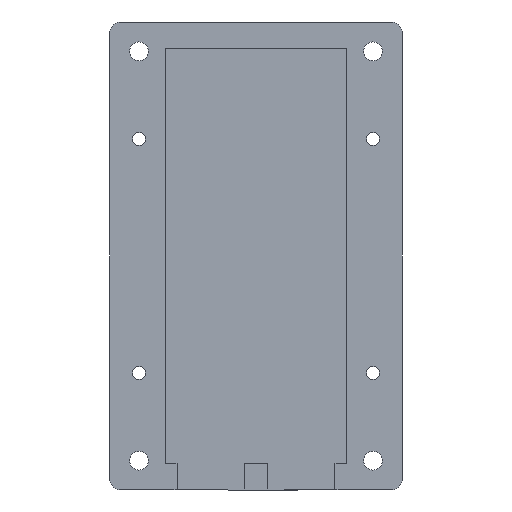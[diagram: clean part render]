
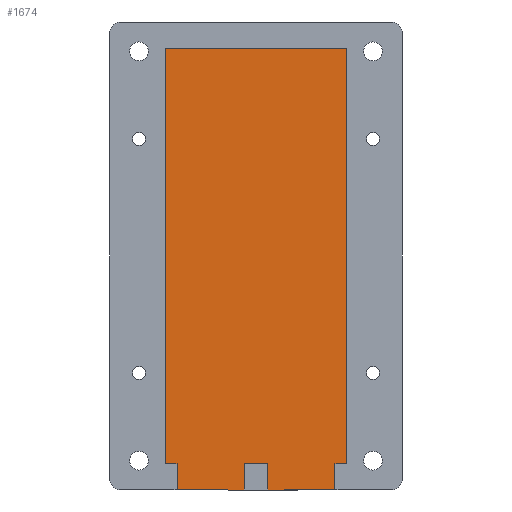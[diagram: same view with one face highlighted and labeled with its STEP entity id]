
A CAD part, front view. The second image highlights one B-rep face of the part: STEP entity #1674.
In plain terms, the highlighted planar face has unit normal (0, -1, 0).
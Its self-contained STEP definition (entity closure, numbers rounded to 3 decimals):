
#94 = VERTEX_POINT ( 'NONE', #1248 ) ;
#105 = LINE ( 'NONE', #1614, #523 ) ;
#167 = VERTEX_POINT ( 'NONE', #286 ) ;
#169 = EDGE_CURVE ( 'NONE', #1527, #1257, #1168, .T. ) ;
#184 = VECTOR ( 'NONE', #1585, 1000. ) ;
#185 = AXIS2_PLACEMENT_3D ( 'NONE', #233, #1429, #1022 ) ;
#233 = CARTESIAN_POINT ( 'NONE',  ( 0., 1., 0. ) ) ;
#239 = ORIENTED_EDGE ( 'NONE', *, *, #1872, .T. ) ;
#241 = VERTEX_POINT ( 'NONE', #1921 ) ;
#267 = VERTEX_POINT ( 'NONE', #1897 ) ;
#273 = CARTESIAN_POINT ( 'NONE',  ( 11.5, 1., -80. ) ) ;
#286 = CARTESIAN_POINT ( 'NONE',  ( 38.5, 1., -75.5 ) ) ;
#309 = CARTESIAN_POINT ( 'NONE',  ( 38.5, 1., -80. ) ) ;
#310 = CARTESIAN_POINT ( 'NONE',  ( 23., 1., -80. ) ) ;
#315 = CARTESIAN_POINT ( 'NONE',  ( 27., 1., -75.5 ) ) ;
#321 = VECTOR ( 'NONE', #1747, 1000. ) ;
#331 = DIRECTION ( 'NONE',  ( 0., 0., -1. ) ) ;
#342 = CARTESIAN_POINT ( 'NONE',  ( 23., 1., -75.5 ) ) ;
#353 = DIRECTION ( 'NONE',  ( 0., 0., -1. ) ) ;
#388 = ORIENTED_EDGE ( 'NONE', *, *, #711, .T. ) ;
#393 = FACE_OUTER_BOUND ( 'NONE', #924, .T. ) ;
#409 = VECTOR ( 'NONE', #1202, 1000. ) ;
#444 = CARTESIAN_POINT ( 'NONE',  ( 11.5, 1., -80. ) ) ;
#446 = VERTEX_POINT ( 'NONE', #315 ) ;
#458 = EDGE_CURVE ( 'NONE', #1257, #267, #1809, .T. ) ;
#472 = LINE ( 'NONE', #751, #497 ) ;
#497 = VECTOR ( 'NONE', #888, 1000. ) ;
#507 = CARTESIAN_POINT ( 'NONE',  ( 38.5, 1., -75.5 ) ) ;
#523 = VECTOR ( 'NONE', #991, 1000. ) ;
#525 = ORIENTED_EDGE ( 'NONE', *, *, #458, .T. ) ;
#526 = ORIENTED_EDGE ( 'NONE', *, *, #1306, .T. ) ;
#540 = CARTESIAN_POINT ( 'NONE',  ( 11.5, 1., -80. ) ) ;
#556 = LINE ( 'NONE', #310, #1162 ) ;
#600 = LINE ( 'NONE', #1039, #409 ) ;
#634 = LINE ( 'NONE', #919, #647 ) ;
#647 = VECTOR ( 'NONE', #353, 1000. ) ;
#663 = ORIENTED_EDGE ( 'NONE', *, *, #1030, .T. ) ;
#700 = DIRECTION ( 'NONE',  ( 0., 0., -1. ) ) ;
#711 = EDGE_CURVE ( 'NONE', #241, #167, #1497, .T. ) ;
#751 = CARTESIAN_POINT ( 'NONE',  ( 9.5, 1., -4.5 ) ) ;
#814 = CARTESIAN_POINT ( 'NONE',  ( 9.5, 1., -75.5 ) ) ;
#836 = VERTEX_POINT ( 'NONE', #1468 ) ;
#843 = VERTEX_POINT ( 'NONE', #1618 ) ;
#870 = EDGE_CURVE ( 'NONE', #267, #836, #556, .T. ) ;
#888 = DIRECTION ( 'NONE',  ( -1., 0., 0. ) ) ;
#893 = DIRECTION ( 'NONE',  ( 0., 0., 1. ) ) ;
#919 = CARTESIAN_POINT ( 'NONE',  ( 27., 1., -80. ) ) ;
#920 = CARTESIAN_POINT ( 'NONE',  ( 11.5, 1., -75.5 ) ) ;
#924 = EDGE_LOOP ( 'NONE', ( #1600, #1835, #1572, #525, #1905, #663, #1692, #1718, #388, #526, #941, #239 ) ) ;
#929 = DIRECTION ( 'NONE',  ( 1., 0., 0. ) ) ;
#941 = ORIENTED_EDGE ( 'NONE', *, *, #1214, .T. ) ;
#991 = DIRECTION ( 'NONE',  ( 0., 0., 1. ) ) ;
#998 = VECTOR ( 'NONE', #331, 1000. ) ;
#1022 = DIRECTION ( 'NONE',  ( 0., 0., -1. ) ) ;
#1030 = EDGE_CURVE ( 'NONE', #836, #446, #1230, .T. ) ;
#1039 = CARTESIAN_POINT ( 'NONE',  ( 27., 1., -80. ) ) ;
#1059 = LINE ( 'NONE', #1952, #998 ) ;
#1060 = VECTOR ( 'NONE', #1189, 1000. ) ;
#1154 = LINE ( 'NONE', #814, #184 ) ;
#1162 = VECTOR ( 'NONE', #1186, 1000. ) ;
#1168 = LINE ( 'NONE', #273, #1342 ) ;
#1173 = CARTESIAN_POINT ( 'NONE',  ( 9.5, 1., -75.5 ) ) ;
#1186 = DIRECTION ( 'NONE',  ( 0., 0., 1. ) ) ;
#1189 = DIRECTION ( 'NONE',  ( 1., 0., 0. ) ) ;
#1202 = DIRECTION ( 'NONE',  ( 1., 0., 0. ) ) ;
#1203 = VERTEX_POINT ( 'NONE', #1173 ) ;
#1214 = EDGE_CURVE ( 'NONE', #1352, #843, #105, .T. ) ;
#1230 = LINE ( 'NONE', #342, #1533 ) ;
#1248 = CARTESIAN_POINT ( 'NONE',  ( 9.5, 1., -4.5 ) ) ;
#1256 = VERTEX_POINT ( 'NONE', #1414 ) ;
#1257 = VERTEX_POINT ( 'NONE', #540 ) ;
#1288 = LINE ( 'NONE', #507, #321 ) ;
#1300 = CARTESIAN_POINT ( 'NONE',  ( 40.5, 1., -75.5 ) ) ;
#1306 = EDGE_CURVE ( 'NONE', #167, #1352, #1288, .T. ) ;
#1342 = VECTOR ( 'NONE', #700, 1000. ) ;
#1352 = VERTEX_POINT ( 'NONE', #1300 ) ;
#1355 = EDGE_CURVE ( 'NONE', #1203, #1527, #1154, .T. ) ;
#1414 = CARTESIAN_POINT ( 'NONE',  ( 27., 1., -80. ) ) ;
#1429 = DIRECTION ( 'NONE',  ( 0., -1., 0. ) ) ;
#1452 = EDGE_CURVE ( 'NONE', #1256, #241, #600, .T. ) ;
#1468 = CARTESIAN_POINT ( 'NONE',  ( 23., 1., -75.5 ) ) ;
#1497 = LINE ( 'NONE', #309, #1560 ) ;
#1527 = VERTEX_POINT ( 'NONE', #920 ) ;
#1533 = VECTOR ( 'NONE', #929, 1000. ) ;
#1560 = VECTOR ( 'NONE', #893, 1000. ) ;
#1572 = ORIENTED_EDGE ( 'NONE', *, *, #169, .T. ) ;
#1585 = DIRECTION ( 'NONE',  ( 1., 0., 0. ) ) ;
#1590 = PLANE ( 'NONE',  #185 ) ;
#1600 = ORIENTED_EDGE ( 'NONE', *, *, #1814, .T. ) ;
#1614 = CARTESIAN_POINT ( 'NONE',  ( 40.5, 1., -4.5 ) ) ;
#1618 = CARTESIAN_POINT ( 'NONE',  ( 40.5, 1., -4.5 ) ) ;
#1674 = ADVANCED_FACE ( 'NONE', ( #393 ), #1590, .T. ) ;
#1692 = ORIENTED_EDGE ( 'NONE', *, *, #1937, .T. ) ;
#1718 = ORIENTED_EDGE ( 'NONE', *, *, #1452, .T. ) ;
#1747 = DIRECTION ( 'NONE',  ( 1., 0., 0. ) ) ;
#1809 = LINE ( 'NONE', #444, #1060 ) ;
#1814 = EDGE_CURVE ( 'NONE', #94, #1203, #1059, .T. ) ;
#1835 = ORIENTED_EDGE ( 'NONE', *, *, #1355, .T. ) ;
#1872 = EDGE_CURVE ( 'NONE', #843, #94, #472, .T. ) ;
#1897 = CARTESIAN_POINT ( 'NONE',  ( 23., 1., -80. ) ) ;
#1905 = ORIENTED_EDGE ( 'NONE', *, *, #870, .T. ) ;
#1921 = CARTESIAN_POINT ( 'NONE',  ( 38.5, 1., -80. ) ) ;
#1937 = EDGE_CURVE ( 'NONE', #446, #1256, #634, .T. ) ;
#1952 = CARTESIAN_POINT ( 'NONE',  ( 9.5, 1., -4.5 ) ) ;
